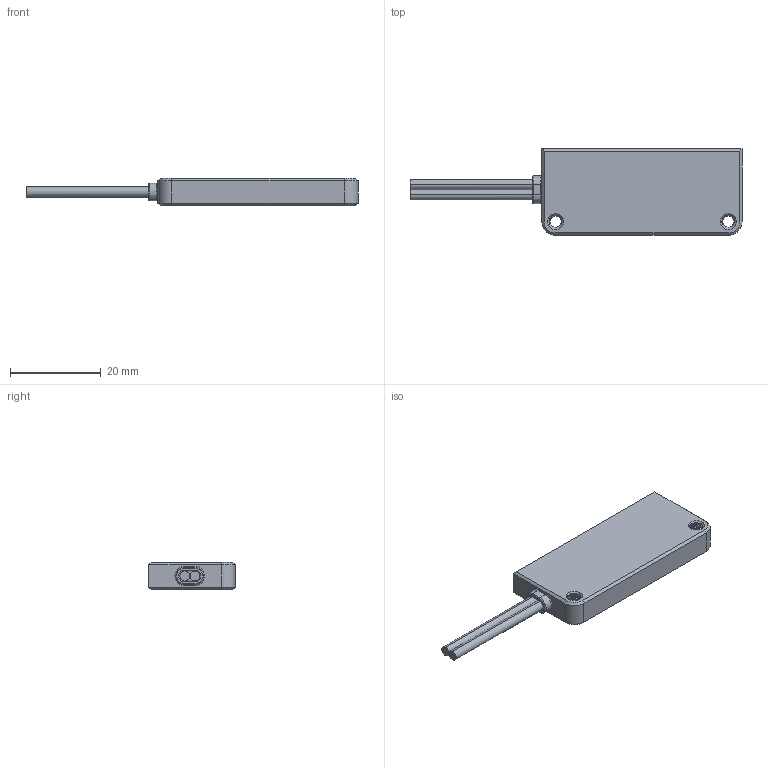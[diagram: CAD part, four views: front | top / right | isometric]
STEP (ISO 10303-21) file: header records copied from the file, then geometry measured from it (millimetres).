
FILE_DESCRIPTION((''),'2;1');
FILE_NAME('PRT0001____','2021-06-08T18:28:37',('Administrator'),(''),'CREO PARAMETRIC BY PTC INC, 2018400','CREO PARAMETRIC BY PTC INC, 2018400','');
FILE_SCHEMA(('CONFIG_CONTROL_DESIGN'));
Length unit declared in the file: millimetre
Products named in the file (1): PRT0001____
Bounding box: 73 x 19 x 6 mm (x, y, z)
Volume: 2259.8 mm3; surface area: 4830 mm2
Topology: 1 solids, 3 shells, 213 faces, 563 edges, 360 vertices
Faces by surface type: cylinder 137, plane 40, bspline 18, cone 12, torus 6
Entity records: 13307 total; most frequent: CARTESIAN_POINT 7955, ORIENTED_EDGE 1126, DIRECTION 1043, EDGE_CURVE 563, AXIS2_PLACEMENT_3D 408, VERTEX_POINT 360, EDGE_LOOP 293, VECTOR 227
